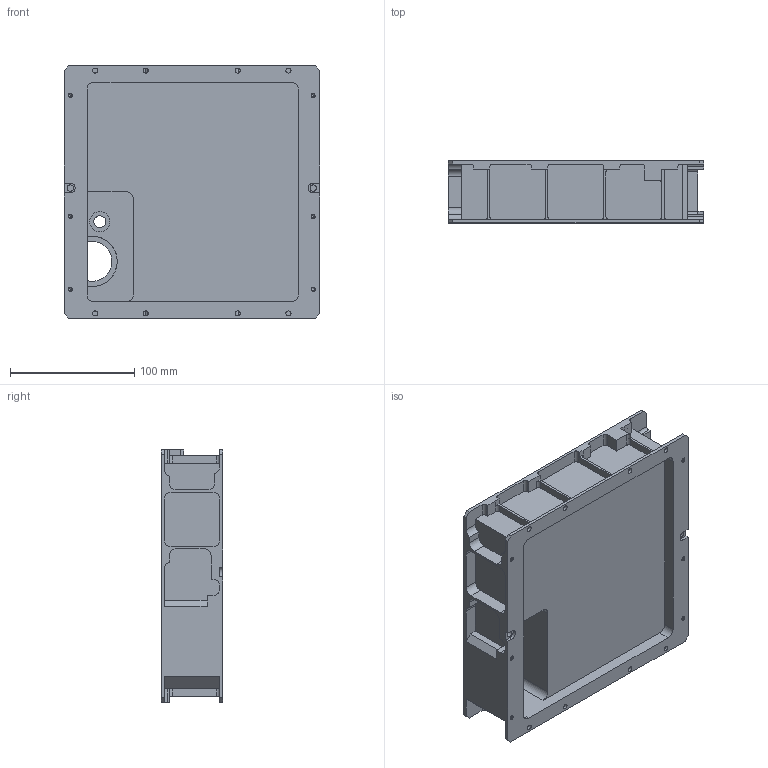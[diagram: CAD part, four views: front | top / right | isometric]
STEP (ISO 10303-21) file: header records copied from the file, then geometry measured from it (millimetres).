
FILE_DESCRIPTION(/* description */ (''),/* implementation_level */ '2;1');
FILE_NAME(/* name */ '2004974D-exact-PLATE,IDM.step',/* time_stamp */ '2019-04-14T11:54:02-05:00',/* author */ (''),/* organization */ (''),/* preprocessor_version */ 'ST-DEVELOPER v17.2',/* originating_system */ 'Autodesk Translation Framework v7.6.0.251',/* authorisation */ '');
FILE_SCHEMA (('AUTOMOTIVE_DESIGN { 1 0 10303 214 3 1 1 }'));
Length unit declared in the file: inch
Products named in the file (2): 2004974D-exact-PLATE,IDM; Component1
Assembly tree (1 placements, depth 2):
  2004974D-exact-PLATE,IDM
    Component1
Bounding box: 205.77 x 49.78 x 203.2 mm (x, y, z)
Volume: 437495.8 mm3; surface area: 185145.7 mm2
Topology: 1 solids, 1 shells, 512 faces, 1452 edges, 947 vertices
Faces by surface type: cylinder 283, plane 189, cone 22, bspline 18
Full cylindrical faces by diameter (mm): 2.769 x76, 3.505 x72, 4.115 x8, 5.156 x2, 9.652 x1, 16.256 x1, 40.64 x1
Entity records: 23906 total; most frequent: CARTESIAN_POINT 10938, ORIENTED_EDGE 2860, DIRECTION 2463, EDGE_CURVE 1430, VERTEX_POINT 947, AXIS2_PLACEMENT_3D 833, LINE 797, VECTOR 797
